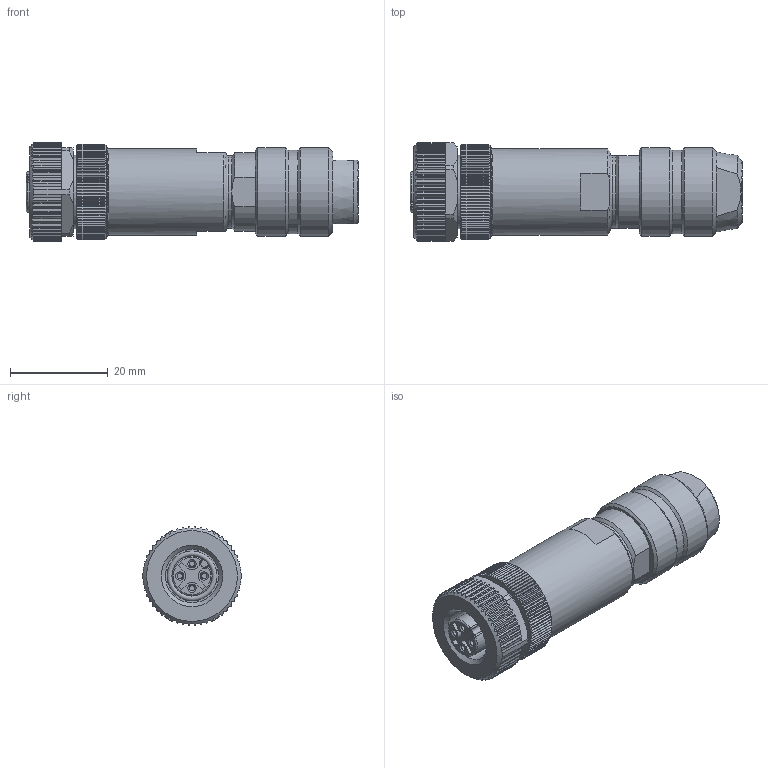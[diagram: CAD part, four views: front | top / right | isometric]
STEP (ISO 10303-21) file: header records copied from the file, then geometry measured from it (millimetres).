
FILE_DESCRIPTION(/* description */ (''),/* implementation_level */ '2;1');
FILE_NAME(/* name */ 'WAKCS4K.stp',/* time_stamp */ '2016-12-09T09:42:13+01:00',/* author */ (''),/* organization */ (''),/* preprocessor_version */ 'ST-DEVELOPER v16',/* originating_system */ 'SIEMENS PLM Software NX 10.0',/* authorisation */ '');
FILE_SCHEMA (('AUTOMOTIVE_DESIGN { 1 0 10303 214 3 1 1 1 }'));
Length unit declared in the file: millimetre
Products named in the file (1): cerl069879ED0qys
Bounding box: 67.9 x 20.2 x 20.16 mm (x, y, z)
Volume: 16189 mm3; surface area: 5520.1 mm2
Topology: 1 solids, 1 shells, 806 faces, 1947 edges, 1157 vertices
Faces by surface type: plane 354, cylinder 228, cone 216, torus 6, sphere 2
Full cylindrical faces by diameter (mm): 1.1 x4, 1.65 x4, 10.917 x1, 14.8 x1, 15 x1, 17.1 x1, 17.7 x1, 18 x1, 18.1 x2
Entity records: 24718 total; most frequent: CARTESIAN_POINT 7033, ORIENTED_EDGE 3802, DIRECTION 3498, EDGE_CURVE 1901, AXIS2_PLACEMENT_3D 1402, VERTEX_POINT 1143, EDGE_LOOP 852, ADVANCED_FACE 806
